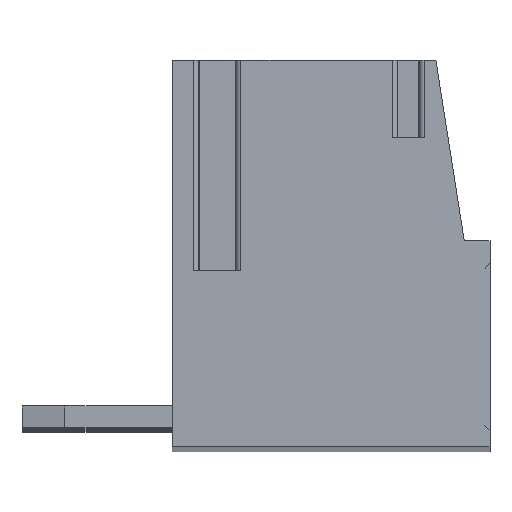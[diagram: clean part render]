
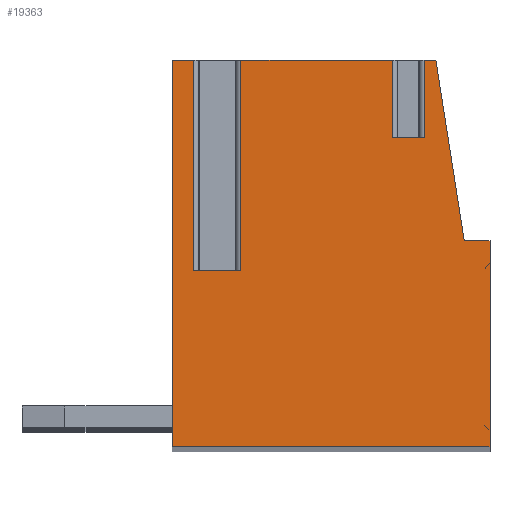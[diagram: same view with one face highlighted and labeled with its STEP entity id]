
A CAD part, top view. The second image highlights one B-rep face of the part: STEP entity #19363.
In plain terms, the highlighted planar face has unit normal (0, 0, 1).
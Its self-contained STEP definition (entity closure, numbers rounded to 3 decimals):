
#6269=DIRECTION('',(0.,1.,0.));
#6270=VECTOR('',#6269,1.8);
#6271=CARTESIAN_POINT('',(1.436,2.4,1.905));
#6272=LINE('',#6271,#6270);
#6273=DIRECTION('',(0.,1.,0.));
#6274=VECTOR('',#6273,1.8);
#6275=CARTESIAN_POINT('',(2.164,2.4,1.905));
#6276=LINE('',#6275,#6274);
#6277=DIRECTION('',(-1.,0.,0.));
#6278=VECTOR('',#6277,0.276);
#6279=CARTESIAN_POINT('',(2.44,4.2,1.905));
#6280=LINE('',#6279,#6278);
#6281=DIRECTION('',(-0.155,0.988,0.));
#6282=VECTOR('',#6281,4.252);
#6283=CARTESIAN_POINT('',(3.1,0.,1.905));
#6284=LINE('',#6283,#6282);
#6285=DIRECTION('',(-1.,0.,0.));
#6286=VECTOR('',#6285,0.6);
#6287=CARTESIAN_POINT('',(3.7,0.,1.905));
#6288=LINE('',#6287,#6286);
#6289=DIRECTION('',(0.,1.,0.));
#6290=VECTOR('',#6289,4.8);
#6291=CARTESIAN_POINT('',(3.7,-4.8,1.905));
#6292=LINE('',#6291,#6290);
#6293=DIRECTION('',(1.,0.,0.));
#6294=VECTOR('',#6293,7.4);
#6295=CARTESIAN_POINT('',(-3.7,-4.8,1.905));
#6296=LINE('',#6295,#6294);
#6297=DIRECTION('',(0.,-1.,0.));
#6298=VECTOR('',#6297,9.);
#6299=CARTESIAN_POINT('',(-3.7,4.2,1.905));
#6300=LINE('',#6299,#6298);
#6301=DIRECTION('',(-1.,0.,0.));
#6302=VECTOR('',#6301,0.504);
#6303=CARTESIAN_POINT('',(-3.196,4.2,1.905));
#6304=LINE('',#6303,#6302);
#6305=DIRECTION('',(0.,1.,0.));
#6306=VECTOR('',#6305,4.9);
#6307=CARTESIAN_POINT('',(-3.196,-0.7,1.905));
#6308=LINE('',#6307,#6306);
#6309=DIRECTION('',(-1.,0.,0.));
#6310=VECTOR('',#6309,1.093);
#6311=CARTESIAN_POINT('',(-2.104,-0.7,1.905));
#6312=LINE('',#6311,#6310);
#6313=DIRECTION('',(0.,1.,0.));
#6314=VECTOR('',#6313,4.9);
#6315=CARTESIAN_POINT('',(-2.104,-0.7,1.905));
#6316=LINE('',#6315,#6314);
#6317=DIRECTION('',(-1.,0.,0.));
#6318=VECTOR('',#6317,3.54);
#6319=CARTESIAN_POINT('',(1.436,4.2,1.905));
#6320=LINE('',#6319,#6318);
#6330=DIRECTION('',(1.,0.,0.));
#6331=VECTOR('',#6330,0.728);
#6332=CARTESIAN_POINT('',(1.436,2.4,1.905));
#6333=LINE('',#6332,#6331);
#8009=CARTESIAN_POINT('',(3.7,0.,1.905));
#8010=CARTESIAN_POINT('',(3.1,0.,1.905));
#8011=VERTEX_POINT('',#8009);
#8012=VERTEX_POINT('',#8010);
#8013=CARTESIAN_POINT('',(2.44,4.2,1.905));
#8014=VERTEX_POINT('',#8013);
#8015=CARTESIAN_POINT('',(-3.7,4.2,1.905));
#8016=CARTESIAN_POINT('',(-3.7,-4.8,1.905));
#8017=VERTEX_POINT('',#8015);
#8018=VERTEX_POINT('',#8016);
#8019=CARTESIAN_POINT('',(3.7,-4.8,1.905));
#8020=VERTEX_POINT('',#8019);
#8053=CARTESIAN_POINT('',(-2.104,-0.7,1.905));
#8054=CARTESIAN_POINT('',(-3.196,-0.7,1.905));
#8055=VERTEX_POINT('',#8053);
#8056=VERTEX_POINT('',#8054);
#8057=CARTESIAN_POINT('',(-3.196,4.2,1.905));
#8058=VERTEX_POINT('',#8057);
#8059=CARTESIAN_POINT('',(-2.104,4.2,1.905));
#8060=VERTEX_POINT('',#8059);
#8065=CARTESIAN_POINT('',(1.436,4.2,1.905));
#8066=VERTEX_POINT('',#8065);
#8068=CARTESIAN_POINT('',(2.164,4.2,1.905));
#8070=VERTEX_POINT('',#8068);
#8133=CARTESIAN_POINT('',(1.436,2.4,1.905));
#8134=VERTEX_POINT('',#8133);
#8136=CARTESIAN_POINT('',(2.164,2.4,1.905));
#8138=VERTEX_POINT('',#8136);
#19332=CARTESIAN_POINT('',(0.,0.,1.905));
#19333=DIRECTION('',(0.,0.,1.));
#19334=DIRECTION('',(1.,0.,0.));
#19335=AXIS2_PLACEMENT_3D('',#19332,#19333,#19334);
#19336=PLANE('',#19335);
#19338=ORIENTED_EDGE('',*,*,#19337,.F.);
#19340=ORIENTED_EDGE('',*,*,#19339,.T.);
#19342=ORIENTED_EDGE('',*,*,#19341,.T.);
#19343=ORIENTED_EDGE('',*,*,#10474,.F.);
#19345=ORIENTED_EDGE('',*,*,#19344,.F.);
#19347=ORIENTED_EDGE('',*,*,#19346,.F.);
#19349=ORIENTED_EDGE('',*,*,#19348,.F.);
#19351=ORIENTED_EDGE('',*,*,#19350,.F.);
#19352=ORIENTED_EDGE('',*,*,#16363,.F.);
#19353=ORIENTED_EDGE('',*,*,#10498,.F.);
#19355=ORIENTED_EDGE('',*,*,#19354,.F.);
#19357=ORIENTED_EDGE('',*,*,#19356,.F.);
#19359=ORIENTED_EDGE('',*,*,#19358,.T.);
#19360=ORIENTED_EDGE('',*,*,#10486,.F.);
#19361=EDGE_LOOP('',(#19338,#19340,#19342,#19343,#19345,#19347,#19349,#19351,
#19352,#19353,#19355,#19357,#19359,#19360));
#19362=FACE_OUTER_BOUND('',#19361,.F.);
#10474=EDGE_CURVE('',#8014,#8070,#6280,.T.);
#10486=EDGE_CURVE('',#8066,#8060,#6320,.T.);
#10498=EDGE_CURVE('',#8058,#8017,#6304,.T.);
#16363=EDGE_CURVE('',#8017,#8018,#6300,.T.);
#19337=EDGE_CURVE('',#8134,#8066,#6272,.T.);
#19339=EDGE_CURVE('',#8134,#8138,#6333,.T.);
#19341=EDGE_CURVE('',#8138,#8070,#6276,.T.);
#19344=EDGE_CURVE('',#8012,#8014,#6284,.T.);
#19346=EDGE_CURVE('',#8011,#8012,#6288,.T.);
#19348=EDGE_CURVE('',#8020,#8011,#6292,.T.);
#19350=EDGE_CURVE('',#8018,#8020,#6296,.T.);
#19354=EDGE_CURVE('',#8056,#8058,#6308,.T.);
#19356=EDGE_CURVE('',#8055,#8056,#6312,.T.);
#19358=EDGE_CURVE('',#8055,#8060,#6316,.T.);
#19363=ADVANCED_FACE('',(#19362),#19336,.T.);
